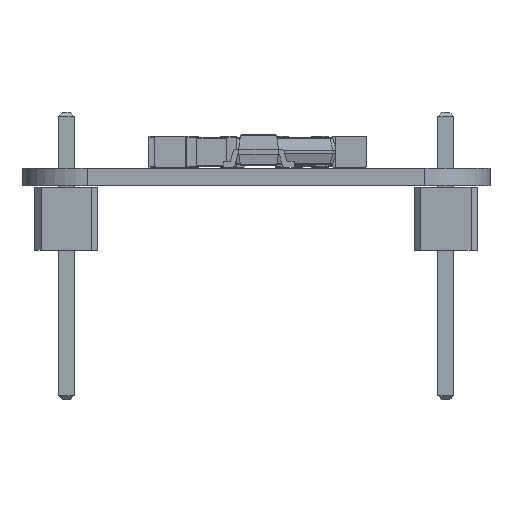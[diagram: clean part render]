
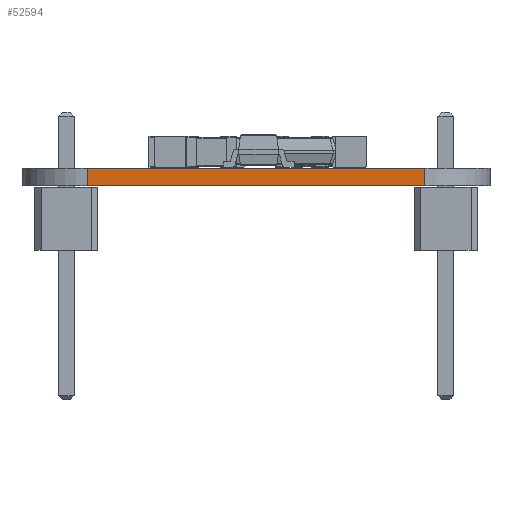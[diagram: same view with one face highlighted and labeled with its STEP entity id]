
A CAD part, front view. The second image highlights one B-rep face of the part: STEP entity #52594.
In plain terms, the highlighted planar face has unit normal (0, -1, 0).
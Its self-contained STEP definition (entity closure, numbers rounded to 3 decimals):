
#51030 = VERTEX_POINT('',#51031);
#51031 = CARTESIAN_POINT('',(0.836,-81.354,0.));
#51038 = EDGE_CURVE('',#51039,#51030,#51041,.T.);
#51039 = VERTEX_POINT('',#51040);
#51040 = CARTESIAN_POINT('',(14.404,-81.354,0.));
#51041 = LINE('',#51042,#51043);
#51042 = CARTESIAN_POINT('',(14.404,-81.354,0.));
#51043 = VECTOR('',#51044,1.);
#51044 = DIRECTION('',(-1.,0.,0.));
#51811 = VERTEX_POINT('',#51812);
#51812 = CARTESIAN_POINT('',(0.836,-81.354,0.7));
#51819 = EDGE_CURVE('',#51820,#51811,#51822,.T.);
#51820 = VERTEX_POINT('',#51821);
#51821 = CARTESIAN_POINT('',(14.404,-81.354,0.7));
#51822 = LINE('',#51823,#51824);
#51823 = CARTESIAN_POINT('',(14.404,-81.354,0.7));
#51824 = VECTOR('',#51825,1.);
#51825 = DIRECTION('',(-1.,0.,0.));
#52566 = EDGE_CURVE('',#51039,#51820,#52567,.T.);
#52567 = LINE('',#52568,#52569);
#52568 = CARTESIAN_POINT('',(14.404,-81.354,0.));
#52569 = VECTOR('',#52570,1.);
#52570 = DIRECTION('',(0.,0.,1.));
#52594 = ADVANCED_FACE('',(#52595),#52606,.T.);
#52595 = FACE_BOUND('',#52596,.T.);
#52596 = EDGE_LOOP('',(#52597,#52598,#52599,#52605));
#52597 = ORIENTED_EDGE('',*,*,#52566,.T.);
#52598 = ORIENTED_EDGE('',*,*,#51819,.T.);
#52599 = ORIENTED_EDGE('',*,*,#52600,.F.);
#52600 = EDGE_CURVE('',#51030,#51811,#52601,.T.);
#52601 = LINE('',#52602,#52603);
#52602 = CARTESIAN_POINT('',(0.836,-81.354,0.));
#52603 = VECTOR('',#52604,1.);
#52604 = DIRECTION('',(0.,0.,1.));
#52605 = ORIENTED_EDGE('',*,*,#51038,.F.);
#52606 = PLANE('',#52607);
#52607 = AXIS2_PLACEMENT_3D('',#52608,#52609,#52610);
#52608 = CARTESIAN_POINT('',(14.404,-81.354,0.));
#52609 = DIRECTION('',(0.,-1.,0.));
#52610 = DIRECTION('',(-1.,0.,0.));
